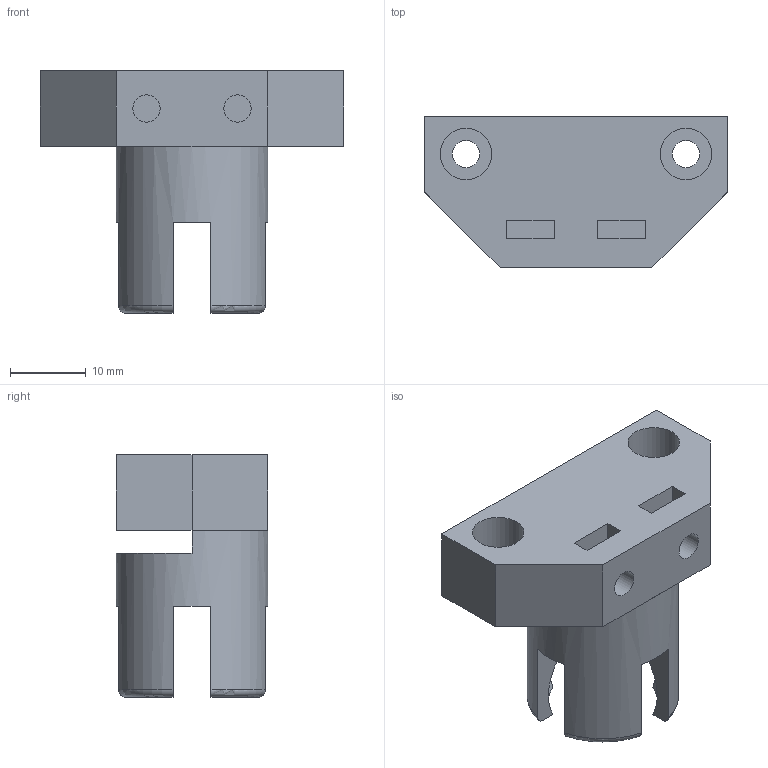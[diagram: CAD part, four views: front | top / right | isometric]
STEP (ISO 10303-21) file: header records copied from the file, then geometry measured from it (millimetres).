
FILE_DESCRIPTION(('FreeCAD Model'),'2;1');
FILE_NAME('Open CASCADE Shape Model','2022-06-12T17:13:20',('Author'),( ''),'Open CASCADE STEP processor 7.4','FreeCAD','Unknown');
FILE_SCHEMA(('AUTOMOTIVE_DESIGN { 1 0 10303 214 1 1 1 1 }'));
Length unit declared in the file: millimetre
Products named in the file (1): Fillet
Bounding box: 40 x 20 x 32 mm (x, y, z)
Volume: 9874.6 mm3; surface area: 5220.6 mm2
Topology: 1 solids, 1 shells, 54 faces, 141 edges, 95 vertices
Faces by surface type: plane 37, cylinder 9, torus 4, sphere 4
Full cylindrical faces by diameter (mm): 3.6 x6, 6.8 x2, 20 x1
Entity records: 4133 total; most frequent: CARTESIAN_POINT 1303, DIRECTION 516, ORIENTED_EDGE 282, PCURVE 282, DEFINITIONAL_REPRESENTATION 282, LINE 279, VECTOR 279, EDGE_CURVE 141
